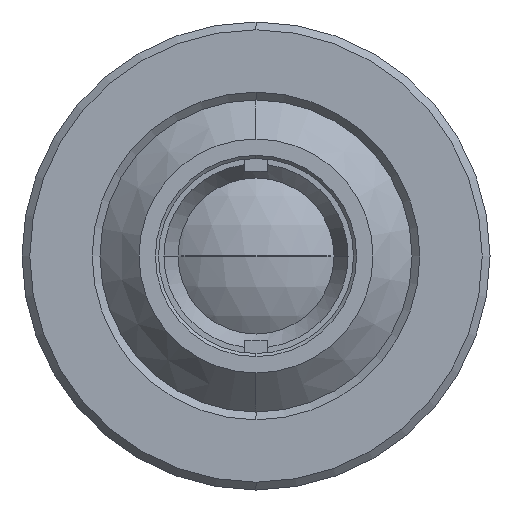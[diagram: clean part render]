
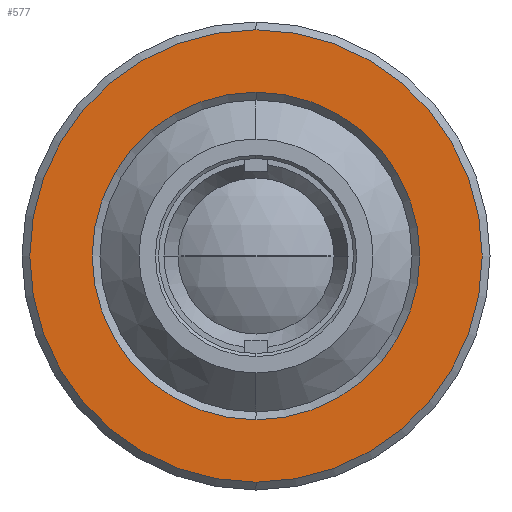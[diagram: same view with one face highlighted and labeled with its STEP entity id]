
A CAD part, left-side view. The second image highlights one B-rep face of the part: STEP entity #577.
In plain terms, the highlighted planar face has unit normal (-1, 0, 0).
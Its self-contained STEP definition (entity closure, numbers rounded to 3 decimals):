
#27 = AXIS2_PLACEMENT_3D ( 'NONE', #1114, #607, #478 ) ;
#29 = PLANE ( 'NONE',  #556 ) ;
#63 = CARTESIAN_POINT ( 'NONE',  ( 17.021, 11., 0. ) ) ;
#181 = VERTEX_POINT ( 'NONE', #343 ) ;
#193 = CARTESIAN_POINT ( 'NONE',  ( 17.021, 0., 14.5 ) ) ;
#229 = DIRECTION ( 'NONE',  ( 0., 0., -1. ) ) ;
#343 = CARTESIAN_POINT ( 'NONE',  ( 17.021, 0., -10.5 ) ) ;
#344 = ORIENTED_EDGE ( 'NONE', *, *, #403, .T. ) ;
#370 = FACE_BOUND ( 'NONE', #1711, .T. ) ;
#403 = EDGE_CURVE ( 'NONE', #1575, #181, #1343, .T. ) ;
#421 = VERTEX_POINT ( 'NONE', #1854 ) ;
#432 = DIRECTION ( 'NONE',  ( 0., 0., -1. ) ) ;
#478 = DIRECTION ( 'NONE',  ( 0., 0., -1. ) ) ;
#515 = AXIS2_PLACEMENT_3D ( 'NONE', #1620, #1309, #675 ) ;
#556 = AXIS2_PLACEMENT_3D ( 'NONE', #63, #654, #229 ) ;
#577 = ADVANCED_FACE ( 'NONE', ( #370, #1628 ), #29, .F. ) ;
#594 = DIRECTION ( 'NONE',  ( 0., 0., -1. ) ) ;
#606 = CARTESIAN_POINT ( 'NONE',  ( 17.021, 0., 0. ) ) ;
#607 = DIRECTION ( 'NONE',  ( 1., 0., 0. ) ) ;
#654 = DIRECTION ( 'NONE',  ( 1., 0., 0. ) ) ;
#675 = DIRECTION ( 'NONE',  ( 0., 0., -1. ) ) ;
#770 = VERTEX_POINT ( 'NONE', #193 ) ;
#870 = CARTESIAN_POINT ( 'NONE',  ( 17.021, 0., 0. ) ) ;
#905 = CARTESIAN_POINT ( 'NONE',  ( 17.021, 0., 10.5 ) ) ;
#1047 = ORIENTED_EDGE ( 'NONE', *, *, #1562, .T. ) ;
#1114 = CARTESIAN_POINT ( 'NONE',  ( 17.021, 0., 0. ) ) ;
#1136 = CIRCLE ( 'NONE', #27, 10.5 ) ;
#1304 = AXIS2_PLACEMENT_3D ( 'NONE', #606, #1877, #594 ) ;
#1308 = EDGE_CURVE ( 'NONE', #770, #421, #1633, .T. ) ;
#1309 = DIRECTION ( 'NONE',  ( -1., 0., 0. ) ) ;
#1311 = AXIS2_PLACEMENT_3D ( 'NONE', #870, #1338, #432 ) ;
#1338 = DIRECTION ( 'NONE',  ( 1., 0., 0. ) ) ;
#1343 = CIRCLE ( 'NONE', #1311, 10.5 ) ;
#1427 = ORIENTED_EDGE ( 'NONE', *, *, #2041, .T. ) ;
#1537 = CIRCLE ( 'NONE', #1304, 14.5 ) ;
#1562 = EDGE_CURVE ( 'NONE', #421, #770, #1537, .T. ) ;
#1575 = VERTEX_POINT ( 'NONE', #905 ) ;
#1620 = CARTESIAN_POINT ( 'NONE',  ( 17.021, 0., 0. ) ) ;
#1628 = FACE_OUTER_BOUND ( 'NONE', #1881, .T. ) ;
#1633 = CIRCLE ( 'NONE', #515, 14.5 ) ;
#1711 = EDGE_LOOP ( 'NONE', ( #344, #1427 ) ) ;
#1779 = ORIENTED_EDGE ( 'NONE', *, *, #1308, .T. ) ;
#1854 = CARTESIAN_POINT ( 'NONE',  ( 17.021, 0., -14.5 ) ) ;
#1877 = DIRECTION ( 'NONE',  ( -1., 0., 0. ) ) ;
#1881 = EDGE_LOOP ( 'NONE', ( #1047, #1779 ) ) ;
#2041 = EDGE_CURVE ( 'NONE', #181, #1575, #1136, .T. ) ;
